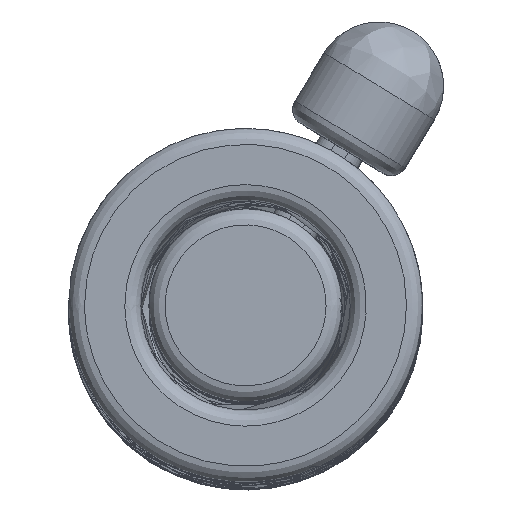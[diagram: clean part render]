
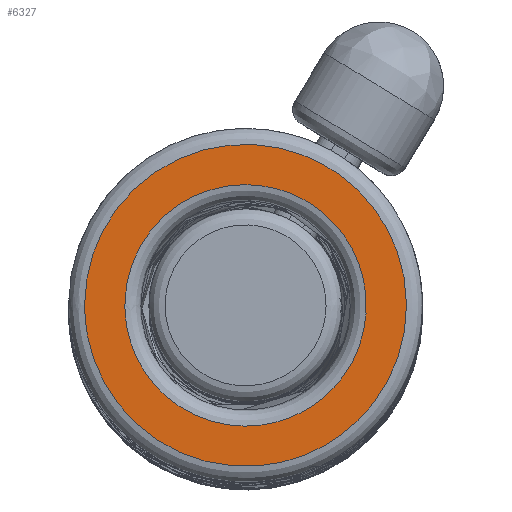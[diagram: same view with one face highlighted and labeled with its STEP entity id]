
A CAD part, top view. The second image highlights one B-rep face of the part: STEP entity #6327.
In plain terms, the highlighted free-form (B-spline) face has degree [1, 1] with [2, 2] control points.
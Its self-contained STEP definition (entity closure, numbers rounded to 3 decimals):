
#6327 = ADVANCED_FACE('',(#6328,#6342),#6356,.F.);
#6328 = FACE_BOUND('',#6329,.T.);
#6329 = EDGE_LOOP('',(#6330));
#6330 = ORIENTED_EDGE('',*,*,#6331,.T.);
#6331 = EDGE_CURVE('',#6332,#6332,#6334,.T.);
#6332 = VERTEX_POINT('',#6333);
#6333 = CARTESIAN_POINT('',(-4.406,0.,
    176.242));
#6334 = ( BOUNDED_CURVE() B_SPLINE_CURVE(2,(#6335,#6336,#6337,#6338,
#6339,#6340,#6341),.UNSPECIFIED.,.T.,.F.) B_SPLINE_CURVE_WITH_KNOTS((1,2
    ,2,2,2,1),(-2.094,0.,2.094,4.189,
6.283,8.378),.UNSPECIFIED.) CURVE() 
GEOMETRIC_REPRESENTATION_ITEM() RATIONAL_B_SPLINE_CURVE((1.,0.5,1.,0.5,
1.,0.5,1.)) REPRESENTATION_ITEM('') );
#6335 = CARTESIAN_POINT('',(-4.406,0.,
    176.242));
#6336 = CARTESIAN_POINT('',(-4.406,7.632,176.242
    ));
#6337 = CARTESIAN_POINT('',(2.203,3.816,176.242
    ));
#6338 = CARTESIAN_POINT('',(8.812,0.,
    176.242));
#6339 = CARTESIAN_POINT('',(2.203,-3.816,
    176.242));
#6340 = CARTESIAN_POINT('',(-4.406,-7.632,
    176.242));
#6341 = CARTESIAN_POINT('',(-4.406,0.,
    176.242));
#6342 = FACE_BOUND('',#6343,.T.);
#6343 = EDGE_LOOP('',(#6344));
#6344 = ORIENTED_EDGE('',*,*,#6345,.F.);
#6345 = EDGE_CURVE('',#6346,#6346,#6348,.T.);
#6346 = VERTEX_POINT('',#6347);
#6347 = CARTESIAN_POINT('',(-5.875,0.,
    176.242));
#6348 = ( BOUNDED_CURVE() B_SPLINE_CURVE(2,(#6349,#6350,#6351,#6352,
#6353,#6354,#6355),.UNSPECIFIED.,.T.,.F.) B_SPLINE_CURVE_WITH_KNOTS((1,2
    ,2,2,2,1),(-2.094,0.,2.094,4.189,
6.283,8.378),.UNSPECIFIED.) CURVE() 
GEOMETRIC_REPRESENTATION_ITEM() RATIONAL_B_SPLINE_CURVE((1.,0.5,1.,0.5,
1.,0.5,1.)) REPRESENTATION_ITEM('') );
#6349 = CARTESIAN_POINT('',(-5.875,0.,
    176.242));
#6350 = CARTESIAN_POINT('',(-5.875,10.175,
    176.242));
#6351 = CARTESIAN_POINT('',(2.937,5.088,176.242
    ));
#6352 = CARTESIAN_POINT('',(11.749,0.,
    176.242));
#6353 = CARTESIAN_POINT('',(2.937,-5.088,
    176.242));
#6354 = CARTESIAN_POINT('',(-5.875,-10.175,
    176.242));
#6355 = CARTESIAN_POINT('',(-5.875,0.,
    176.242));
#6356 = B_SPLINE_SURFACE_WITH_KNOTS('',1,1,(
    (#6357,#6358)
    ,(#6359,#6360
  )),.UNSPECIFIED.,.F.,.F.,.F.,(2,2),(2,2),(-9.375,0.625),(-5.,5.),
  .PIECEWISE_BEZIER_KNOTS.);
#6357 = CARTESIAN_POINT('',(-5.875,5.875,
    176.242));
#6358 = CARTESIAN_POINT('',(-5.875,-5.875,
    176.242));
#6359 = CARTESIAN_POINT('',(5.875,5.875,176.242
    ));
#6360 = CARTESIAN_POINT('',(5.875,-5.875,
    176.242));
